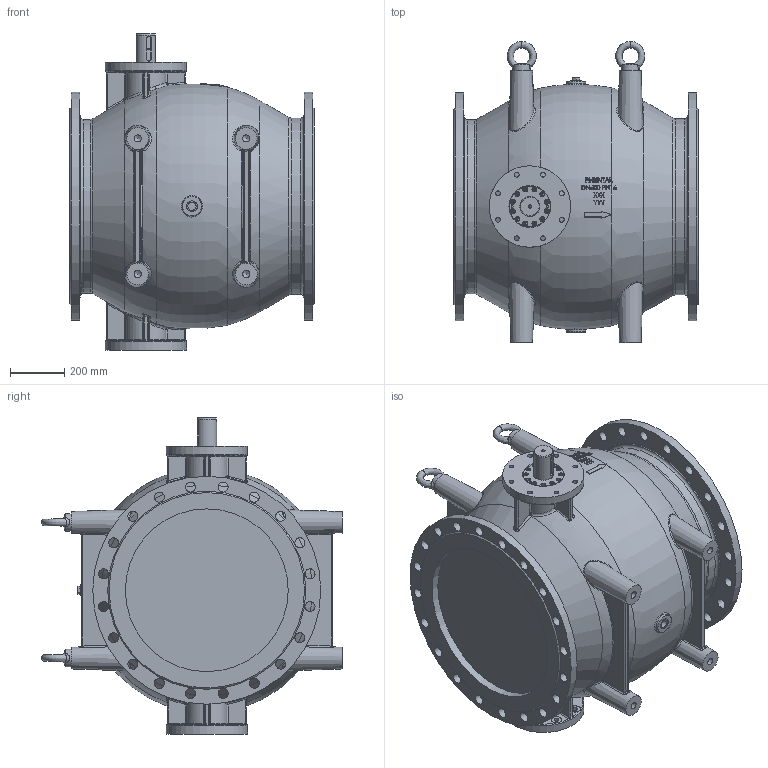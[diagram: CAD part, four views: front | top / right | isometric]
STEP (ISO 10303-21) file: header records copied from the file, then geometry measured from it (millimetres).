
FILE_DESCRIPTION (( 'STEP AP203' ), '1' );
FILE_NAME ('DN600PN16_PLUNGER ASSY.STEP', '2026-04-04T09:34:30', ( '' ), ( '' ), 'SwSTEP 2.0', 'SolidWorks 2025', '' );
FILE_SCHEMA (( 'CONFIG_CONTROL_DESIGN' ));
Length unit declared in the file: millimetre
Products named in the file (8): DN600PN16_PLUNGER ASSY; 8 DN 200 Drin Plug; RV11XX48AXX16XWE01-2; B18.3.1M - 10 x 1.5 x 25 Hex SHCS -- 25NHX_B18.3.1M - 10 x 1.5 x 25 Hex SHCS -- 25NHX; RV11XX48AXX16XDE01-2; RV11XX48AXX16XHR01-2; Eyebolt DIN 358-M30-C_Eyebolt DIN 358-M30-C; body_03_machined
Assembly tree (33 placements, depth 2):
  DN600PN16_PLUNGER ASSY
    RV11XX48AXX16XWE01-2
    RV11XX48AXX16XHR01-2
    body_03_machined
    RV11XX48AXX16XDE01-2
    B18.3.1M - 10 x 1.5 x 25 Hex SHCS -- 25NHX_B18.3.1M - 10 x 1.5 x 25 Hex SHCS -- 25NHX  x24
    Eyebolt DIN 358-M30-C_Eyebolt DIN 358-M30-C  x4
    8 DN 200 Drin Plug
Bounding box: 900 x 1109 x 1165 mm (x, y, z)
Volume: 460126891 mm3; surface area: 5740691.1 mm2
Topology: 33 solids, 33 shells, 1606 faces, 3771 edges, 2349 vertices
Faces by surface type: plane 525, bspline 416, cylinder 328, torus 169, cone 168
Full cylindrical faces by diameter (mm): 5 x2, 6.8 x4, 8.5 x24, 10 x24, 10.2 x2, 11 x24, 12 x2, 16 x24, 18 x40, 25 x4, 26.5 x8, 30 x5, 30.505 x2, 32 x1, 33 x1, 37 x40, 39 x17, 40 x2, 65 x4, 72 x4, 80 x1, 80.5 x2, 82 x1, 95 x2, 102 x2, 110.4 x4, 110.5 x2, 151 x2, 152 x2, 300 x2
Entity records: 65909 total; most frequent: CARTESIAN_POINT 43861, ORIENTED_EDGE 4294, DIRECTION 3320, EDGE_CURVE 2147, EDGE_LOOP 1664, AXIS2_PLACEMENT_3D 1576, VERTEX_POINT 1509, FACE_OUTER_BOUND 1319
